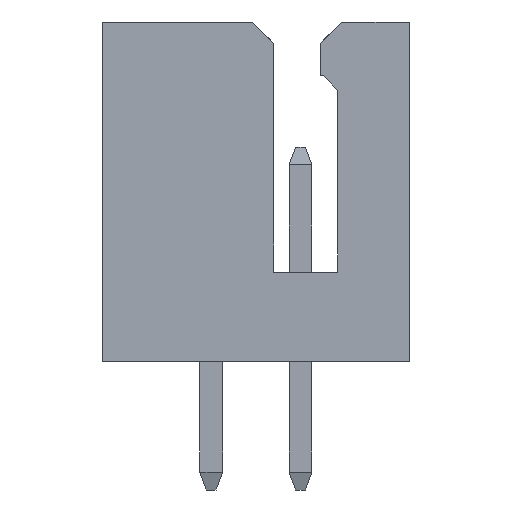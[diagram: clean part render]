
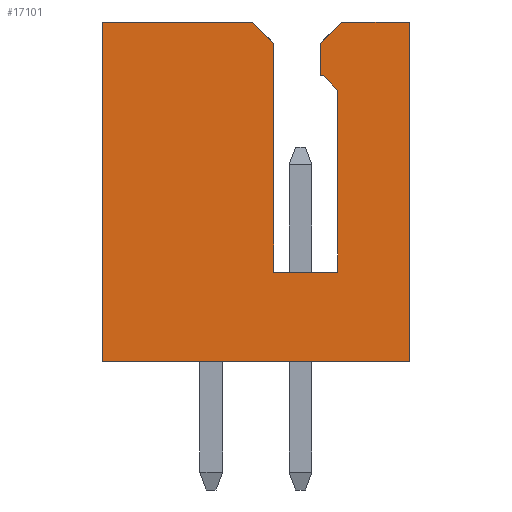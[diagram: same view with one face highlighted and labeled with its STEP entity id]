
A CAD part, left-side view. The second image highlights one B-rep face of the part: STEP entity #17101.
In plain terms, the highlighted planar face has unit normal (-1, 0, 0).
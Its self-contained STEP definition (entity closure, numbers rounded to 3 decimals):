
#122 = DIRECTION ( 'NONE',  ( 0., 1., 0. ) ) ;
#188 = VERTEX_POINT ( 'NONE', #13334 ) ;
#573 = ORIENTED_EDGE ( 'NONE', *, *, #8357, .T. ) ;
#1121 = LINE ( 'NONE', #17253, #7573 ) ;
#1176 = DIRECTION ( 'NONE',  ( 0., -0.707, -0.707 ) ) ;
#1216 = CARTESIAN_POINT ( 'NONE',  ( -6.25, -4.3, 9.5 ) ) ;
#1280 = VERTEX_POINT ( 'NONE', #15871 ) ;
#1554 = ORIENTED_EDGE ( 'NONE', *, *, #9493, .T. ) ;
#1588 = CARTESIAN_POINT ( 'NONE',  ( -6.25, -4.3, 9.5 ) ) ;
#1982 = CARTESIAN_POINT ( 'NONE',  ( -6.25, 4.3, 9.5 ) ) ;
#2417 = EDGE_CURVE ( 'NONE', #8070, #188, #3104, .T. ) ;
#2515 = CARTESIAN_POINT ( 'NONE',  ( -6.25, -1.8, 8.9 ) ) ;
#2655 = AXIS2_PLACEMENT_3D ( 'NONE', #1982, #13466, #122 ) ;
#2692 = ORIENTED_EDGE ( 'NONE', *, *, #17558, .T. ) ;
#3016 = VERTEX_POINT ( 'NONE', #18526 ) ;
#3104 = LINE ( 'NONE', #8903, #14713 ) ;
#3140 = CARTESIAN_POINT ( 'NONE',  ( -6.25, -1.8, 8. ) ) ;
#3480 = DIRECTION ( 'NONE',  ( 0., -1., 0. ) ) ;
#3700 = ORIENTED_EDGE ( 'NONE', *, *, #17114, .T. ) ;
#4047 = CARTESIAN_POINT ( 'NONE',  ( -6.25, 4.3, 9.5 ) ) ;
#4396 = ORIENTED_EDGE ( 'NONE', *, *, #5865, .T. ) ;
#4939 = ORIENTED_EDGE ( 'NONE', *, *, #7727, .T. ) ;
#4998 = VERTEX_POINT ( 'NONE', #9572 ) ;
#5099 = VERTEX_POINT ( 'NONE', #18826 ) ;
#5515 = EDGE_CURVE ( 'NONE', #7151, #18323, #7034, .T. ) ;
#5687 = ORIENTED_EDGE ( 'NONE', *, *, #19055, .F. ) ;
#5865 = EDGE_CURVE ( 'NONE', #18069, #4998, #11584, .T. ) ;
#5866 = CARTESIAN_POINT ( 'NONE',  ( -6.25, 4.3, 0. ) ) ;
#5963 = VERTEX_POINT ( 'NONE', #5866 ) ;
#6047 = DIRECTION ( 'NONE',  ( 0., -1., 0. ) ) ;
#6248 = ORIENTED_EDGE ( 'NONE', *, *, #16723, .F. ) ;
#6693 = CARTESIAN_POINT ( 'NONE',  ( -6.25, 0.1, 9.5 ) ) ;
#7034 = LINE ( 'NONE', #7128, #13298 ) ;
#7053 = EDGE_CURVE ( 'NONE', #188, #15432, #14243, .T. ) ;
#7128 = CARTESIAN_POINT ( 'NONE',  ( -6.25, -1.8, 8.9 ) ) ;
#7151 = VERTEX_POINT ( 'NONE', #2515 ) ;
#7260 = DIRECTION ( 'NONE',  ( 0., 0., -1. ) ) ;
#7351 = VERTEX_POINT ( 'NONE', #14177 ) ;
#7450 = LINE ( 'NONE', #1588, #10888 ) ;
#7573 = VECTOR ( 'NONE', #18541, 1000. ) ;
#7677 = VECTOR ( 'NONE', #12739, 1000. ) ;
#7727 = EDGE_CURVE ( 'NONE', #7351, #7151, #1121, .T. ) ;
#8070 = VERTEX_POINT ( 'NONE', #13628 ) ;
#8226 = CARTESIAN_POINT ( 'NONE',  ( -6.25, -0.5, 8.9 ) ) ;
#8357 = EDGE_CURVE ( 'NONE', #4998, #3016, #17699, .T. ) ;
#8397 = ORIENTED_EDGE ( 'NONE', *, *, #5515, .T. ) ;
#8903 = CARTESIAN_POINT ( 'NONE',  ( -6.25, -0.5, 2.5 ) ) ;
#9168 = PLANE ( 'NONE',  #2655 ) ;
#9493 = EDGE_CURVE ( 'NONE', #3016, #8070, #12819, .T. ) ;
#9572 = CARTESIAN_POINT ( 'NONE',  ( -6.25, -2.3, 7.589 ) ) ;
#9713 = EDGE_LOOP ( 'NONE', ( #4939, #8397, #3700, #4396, #573, #1554, #14682, #16230, #6248, #2692, #18181, #5687, #13545 ) ) ;
#9846 = DIRECTION ( 'NONE',  ( 0., -1., 0. ) ) ;
#9848 = LINE ( 'NONE', #12688, #17632 ) ;
#9921 = DIRECTION ( 'NONE',  ( 0., 0., -1. ) ) ;
#10531 = DIRECTION ( 'NONE',  ( 0., 0., -1. ) ) ;
#10654 = CARTESIAN_POINT ( 'NONE',  ( -6.25, 4.3, 0. ) ) ;
#10888 = VECTOR ( 'NONE', #7260, 1000. ) ;
#11311 = CARTESIAN_POINT ( 'NONE',  ( -6.25, -1.889, 8. ) ) ;
#11584 = LINE ( 'NONE', #11311, #18596 ) ;
#11860 = CARTESIAN_POINT ( 'NONE',  ( -6.25, 4.3, 9.5 ) ) ;
#12149 = LINE ( 'NONE', #11860, #18444 ) ;
#12685 = CARTESIAN_POINT ( 'NONE',  ( -6.25, -1.8, 8. ) ) ;
#12688 = CARTESIAN_POINT ( 'NONE',  ( -6.25, 4.3, 9.5 ) ) ;
#12696 = VECTOR ( 'NONE', #9921, 1000. ) ;
#12739 = DIRECTION ( 'NONE',  ( 0., 1., 0. ) ) ;
#12741 = EDGE_CURVE ( 'NONE', #5963, #5099, #17926, .T. ) ;
#12774 = LINE ( 'NONE', #12685, #15216 ) ;
#12819 = LINE ( 'NONE', #18931, #7677 ) ;
#13298 = VECTOR ( 'NONE', #18677, 1000. ) ;
#13334 = CARTESIAN_POINT ( 'NONE',  ( -6.25, -0.5, 8.9 ) ) ;
#13466 = DIRECTION ( 'NONE',  ( 1., 0., 0. ) ) ;
#13545 = ORIENTED_EDGE ( 'NONE', *, *, #17981, .F. ) ;
#13628 = CARTESIAN_POINT ( 'NONE',  ( -6.25, -0.5, 2.5 ) ) ;
#14080 = VECTOR ( 'NONE', #3480, 1000. ) ;
#14177 = CARTESIAN_POINT ( 'NONE',  ( -6.25, -2.4, 9.5 ) ) ;
#14243 = LINE ( 'NONE', #8226, #15894 ) ;
#14682 = ORIENTED_EDGE ( 'NONE', *, *, #2417, .T. ) ;
#14713 = VECTOR ( 'NONE', #14903, 1000. ) ;
#14903 = DIRECTION ( 'NONE',  ( 0., 0., 1. ) ) ;
#15216 = VECTOR ( 'NONE', #9846, 1000. ) ;
#15407 = DIRECTION ( 'NONE',  ( 0., 0.707, 0.707 ) ) ;
#15432 = VERTEX_POINT ( 'NONE', #6693 ) ;
#15834 = CARTESIAN_POINT ( 'NONE',  ( -6.25, -1.889, 8. ) ) ;
#15871 = CARTESIAN_POINT ( 'NONE',  ( -6.25, 4.3, 9.5 ) ) ;
#15894 = VECTOR ( 'NONE', #15407, 1000. ) ;
#16230 = ORIENTED_EDGE ( 'NONE', *, *, #7053, .T. ) ;
#16723 = EDGE_CURVE ( 'NONE', #1280, #15432, #12149, .T. ) ;
#16925 = DIRECTION ( 'NONE',  ( 0., -1., 0. ) ) ;
#17101 = ADVANCED_FACE ( 'NONE', ( #18204 ), #9168, .F. ) ;
#17114 = EDGE_CURVE ( 'NONE', #18323, #18069, #12774, .T. ) ;
#17253 = CARTESIAN_POINT ( 'NONE',  ( -6.25, -2.4, 9.5 ) ) ;
#17287 = LINE ( 'NONE', #4047, #12696 ) ;
#17558 = EDGE_CURVE ( 'NONE', #1280, #5963, #17287, .T. ) ;
#17632 = VECTOR ( 'NONE', #16925, 1000. ) ;
#17699 = LINE ( 'NONE', #17896, #18466 ) ;
#17896 = CARTESIAN_POINT ( 'NONE',  ( -6.25, -2.3, 7.589 ) ) ;
#17926 = LINE ( 'NONE', #10654, #14080 ) ;
#17981 = EDGE_CURVE ( 'NONE', #7351, #18937, #9848, .T. ) ;
#18069 = VERTEX_POINT ( 'NONE', #15834 ) ;
#18181 = ORIENTED_EDGE ( 'NONE', *, *, #12741, .T. ) ;
#18204 = FACE_OUTER_BOUND ( 'NONE', #9713, .T. ) ;
#18323 = VERTEX_POINT ( 'NONE', #3140 ) ;
#18444 = VECTOR ( 'NONE', #6047, 1000. ) ;
#18466 = VECTOR ( 'NONE', #10531, 1000. ) ;
#18526 = CARTESIAN_POINT ( 'NONE',  ( -6.25, -2.3, 2.5 ) ) ;
#18541 = DIRECTION ( 'NONE',  ( 0., 0.707, -0.707 ) ) ;
#18596 = VECTOR ( 'NONE', #1176, 1000. ) ;
#18677 = DIRECTION ( 'NONE',  ( 0., 0., -1. ) ) ;
#18826 = CARTESIAN_POINT ( 'NONE',  ( -6.25, -4.3, 0. ) ) ;
#18931 = CARTESIAN_POINT ( 'NONE',  ( -6.25, -2.3, 2.5 ) ) ;
#18937 = VERTEX_POINT ( 'NONE', #1216 ) ;
#19055 = EDGE_CURVE ( 'NONE', #18937, #5099, #7450, .T. ) ;
